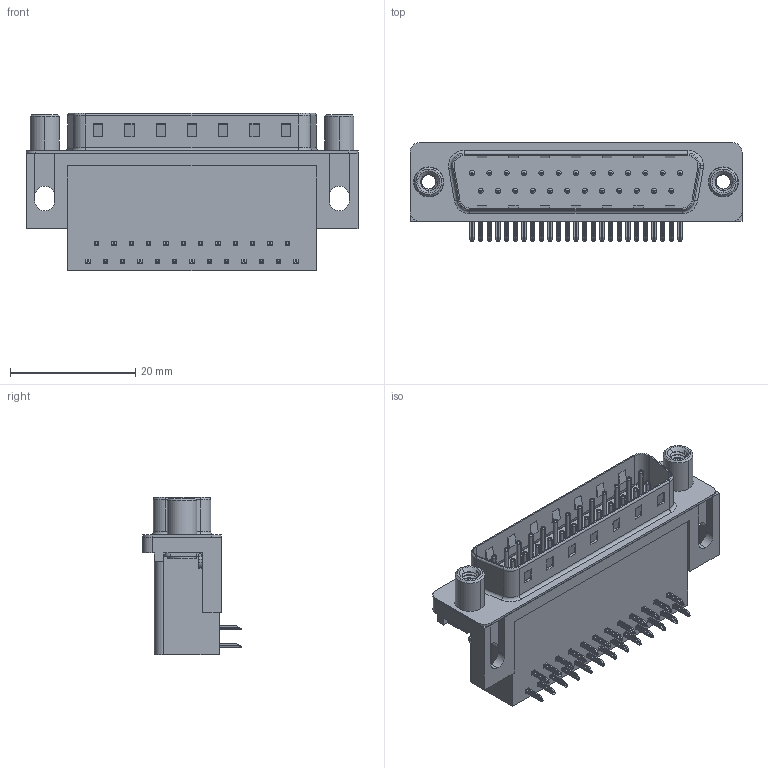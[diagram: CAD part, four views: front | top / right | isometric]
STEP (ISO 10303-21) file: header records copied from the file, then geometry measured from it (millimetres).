
FILE_DESCRIPTION (( 'STEP AP203' ), '1' );
FILE_NAME ('625-025-262-500.STEP', '2018-11-06T01:32:20', ( '' ), ( '' ), 'SwSTEP 2.0', 'SolidWorks 2016', '' );
FILE_SCHEMA (( 'CONFIG_CONTROL_DESIGN' ));
Length unit declared in the file: millimetre
Products named in the file (7): 625 Round Threaded Standoff; 625-025-262-500; 625 Housing_25 Socket; 625 Shell_25 Socket; 625 Contact Bottom; 625 Contact Top; 625 Non Board Mount
Assembly tree (31 placements, depth 2):
  625-025-262-500
    625 Housing_25 Socket
    625 Shell_25 Socket
    625 Contact Bottom  x12
    625 Contact Top  x13
    625 Non Board Mount  x2
    625 Round Threaded Standoff  x2
Bounding box: 53.04 x 15.73 x 25.16 mm (x, y, z)
Volume: 9227.2 mm3; surface area: 8926.8 mm2
Topology: 31 solids, 31 shells, 2257 faces, 5607 edges, 3467 vertices
Faces by surface type: plane 1399, cylinder 665, torus 165, bspline 16, cone 12
Entity records: 22769 total; most frequent: CARTESIAN_POINT 5348, DIRECTION 3352, ORIENTED_EDGE 3270, EDGE_CURVE 1635, VECTOR 1146, LINE 1146, AXIS2_PLACEMENT_3D 1103, VERTEX_POINT 1051
